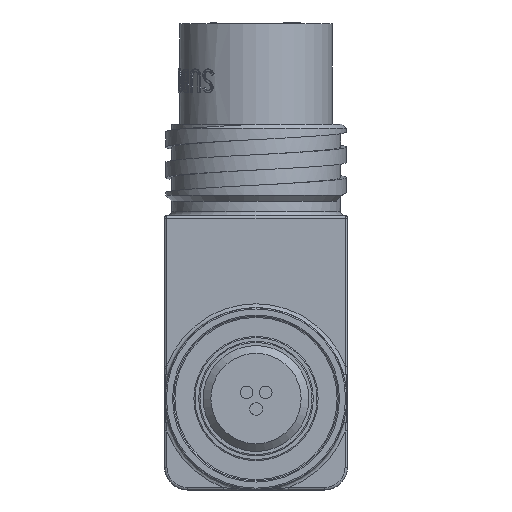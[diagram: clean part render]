
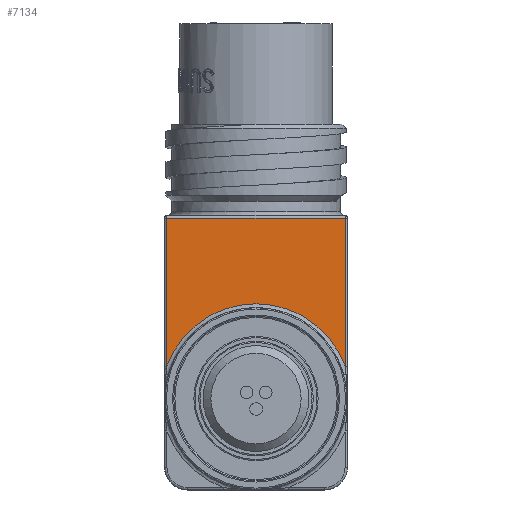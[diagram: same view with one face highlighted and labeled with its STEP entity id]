
A CAD part, front view. The second image highlights one B-rep face of the part: STEP entity #7134.
In plain terms, the highlighted planar face has unit normal (0, -1, 0).
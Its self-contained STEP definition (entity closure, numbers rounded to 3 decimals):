
#276=PLANE('',#7735);
#524=FACE_OUTER_BOUND('',#941,.T.);
#941=EDGE_LOOP('',(#5022,#5023,#5024,#5025));
#1385=CIRCLE('',#7670,9.868);
#1951=LINE('',#10884,#2333);
#1955=LINE('',#10906,#2337);
#1959=LINE('',#11025,#2341);
#2333=VECTOR('',#8611,1000.);
#2337=VECTOR('',#8637,1000.);
#2341=VECTOR('',#8667,1000.);
#2797=VERTEX_POINT('',#10856);
#2801=VERTEX_POINT('',#10880);
#2808=VERTEX_POINT('',#10902);
#2819=VERTEX_POINT('',#11021);
#3571=EDGE_CURVE('',#2801,#2797,#1951,.T.);
#3582=EDGE_CURVE('',#2808,#2801,#1955,.T.);
#3599=EDGE_CURVE('',#2819,#2808,#1959,.T.);
#3636=EDGE_CURVE('',#2797,#2819,#1385,.T.);
#5022=ORIENTED_EDGE('',*,*,#3582,.T.);
#5023=ORIENTED_EDGE('',*,*,#3571,.T.);
#5024=ORIENTED_EDGE('',*,*,#3636,.T.);
#5025=ORIENTED_EDGE('',*,*,#3599,.T.);
#7134=ADVANCED_FACE('',(#524),#276,.F.);
#7670=AXIS2_PLACEMENT_3D('',#11301,#8728,#8729);
#7735=AXIS2_PLACEMENT_3D('',#11886,#8871,#8872);
#8611=DIRECTION('',(0.,0.,-1.));
#8637=DIRECTION('',(-1.,0.,0.));
#8667=DIRECTION('',(0.,0.,1.));
#8728=DIRECTION('center_axis',(0.,1.,0.));
#8729=DIRECTION('ref_axis',(1.,0.,0.));
#8871=DIRECTION('center_axis',(0.,1.,0.));
#8872=DIRECTION('ref_axis',(1.,0.,0.));
#10856=CARTESIAN_POINT('',(0.254,-19.05,-25.218));
#10880=CARTESIAN_POINT('',(0.254,-19.05,-9.802));
#10884=CARTESIAN_POINT('',(0.254,-19.05,-26.019));
#10902=CARTESIAN_POINT('',(18.796,-19.05,-9.802));
#10906=CARTESIAN_POINT('',(0.,-19.05,-9.802));
#11021=CARTESIAN_POINT('',(18.796,-19.05,-25.218));
#11025=CARTESIAN_POINT('',(18.796,-19.05,-0.023));
#11301=CARTESIAN_POINT('Origin',(9.525,-19.05,-28.598));
#11886=CARTESIAN_POINT('Origin',(19.05,-19.05,-0.023));
